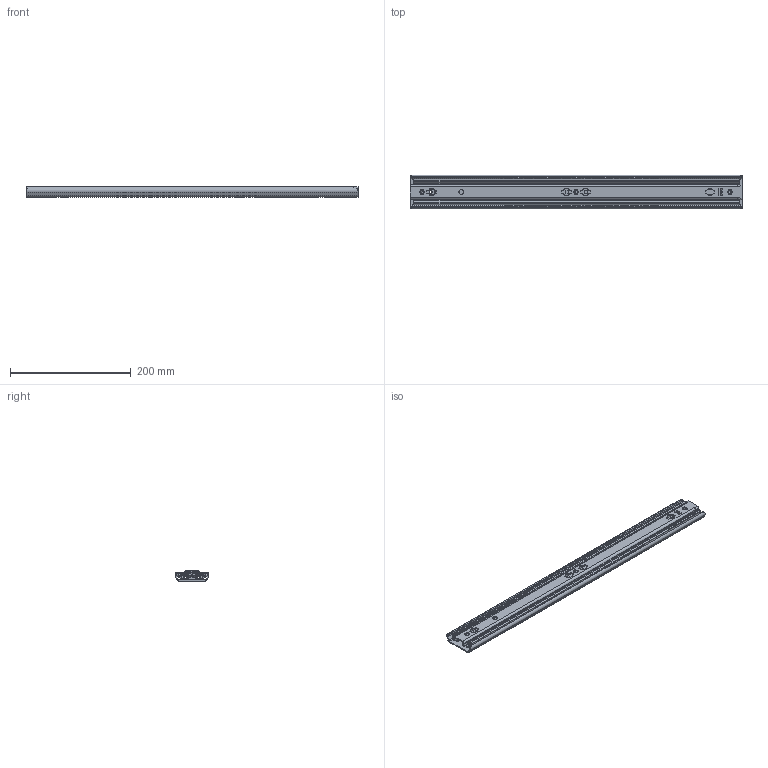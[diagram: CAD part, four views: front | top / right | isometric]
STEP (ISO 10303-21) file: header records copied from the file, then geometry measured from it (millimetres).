
FILE_DESCRIPTION(/* description */ ('ULFHD-D- 550/600mm (17.5) Zinc-Magnesium'),/* implementation_level */ '2;1');
FILE_NAME(/* name */ 'M12-AA5_00_closed.stp',/* time_stamp */ '2025-09-08T10:53:41+02:00',/* author */ ('l.hoffmann'),/* organization */ (''),/* preprocessor_version */ 'ST-DEVELOPER v20',/* originating_system */ 'Autodesk Inventor 2022',/* authorisation */ '');
FILE_SCHEMA (('AUTOMOTIVE_DESIGN { 1 0 10303 214 3 1 1 }'));
Length unit declared in the file: millimetre
Products named in the file (14): M12-M12; 511-M12-M12-HMA; 511-M12-M12-HMA_1; E000173615; E000173612; E000173611; 512-M12-M12-UM2; 512-M12-M12-UM2_1; E000173624; E000173602; E000173622; E000173621; 514-M12-M12-MB3; 514-M12-M12-MB3_1
Assembly tree (40 placements, depth 3):
  M12-M12
    511-M12-M12-HMA
      511-M12-M12-HMA_1
    E000173615
      E000173602
      E000173612
      E000173611  x16
    512-M12-M12-UM2
      512-M12-M12-UM2_1
    E000173624
      E000173602
      E000173622
      E000173621  x12
    514-M12-M12-MB3
      514-M12-M12-MB3_1
Bounding box: 550 x 55.8 x 17.25 mm (x, y, z)
Volume: 196055 mm3; surface area: 264518.9 mm2
Topology: 61 solids, 61 shells, 1650 faces, 4915 edges, 3266 vertices
Faces by surface type: plane 802, cylinder 740, sphere 56, cone 42, bspline 10
Full cylindrical faces by diameter (mm): 5.56 x24, 6.35 x32, 8 x4, 11 x1
Entity records: 56731 total; most frequent: CARTESIAN_POINT 11422, DIRECTION 9507, ORIENTED_EDGE 9502, EDGE_CURVE 4751, AXIS2_PLACEMENT_3D 3305, VERTEX_POINT 3162, LINE 2897, VECTOR 2897
